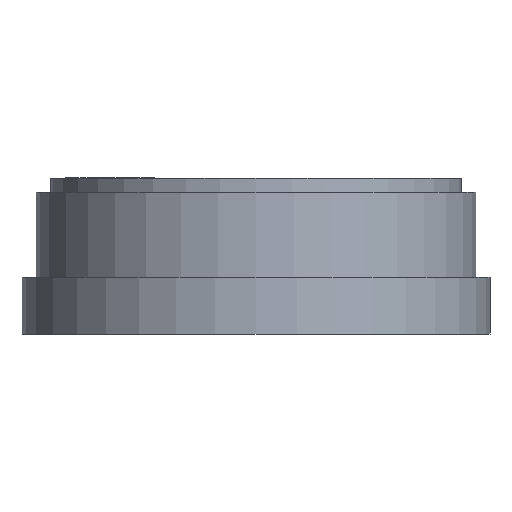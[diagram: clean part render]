
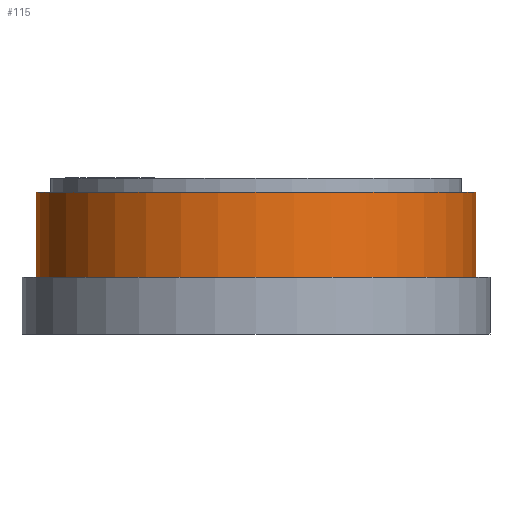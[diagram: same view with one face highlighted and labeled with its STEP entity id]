
A CAD part, left-side view. The second image highlights one B-rep face of the part: STEP entity #115.
In plain terms, the highlighted cylindrical face has radius 15.5 mm (diameter 31 mm), a partial arc.
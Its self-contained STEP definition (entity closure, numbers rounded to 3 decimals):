
#16 = CIRCLE ( 'NONE', #227, 15.5 ) ;
#41 = VERTEX_POINT ( 'NONE', #117 ) ;
#63 = VECTOR ( 'NONE', #1051, 1000. ) ;
#115 = ADVANCED_FACE ( 'NONE', ( #353 ), #135, .T. ) ;
#117 = CARTESIAN_POINT ( 'NONE',  ( 0., 15.5, 4. ) ) ;
#134 = ORIENTED_EDGE ( 'NONE', *, *, #719, .T. ) ;
#135 = CYLINDRICAL_SURFACE ( 'NONE', #770, 15.5 ) ;
#150 = LINE ( 'NONE', #962, #63 ) ;
#187 = DIRECTION ( 'NONE',  ( 0., 1., 0. ) ) ;
#211 = EDGE_LOOP ( 'NONE', ( #366, #134, #766, #292 ) ) ;
#227 = AXIS2_PLACEMENT_3D ( 'NONE', #780, #953, #777 ) ;
#256 = EDGE_CURVE ( 'NONE', #359, #41, #16, .T. ) ;
#292 = ORIENTED_EDGE ( 'NONE', *, *, #256, .F. ) ;
#353 = FACE_OUTER_BOUND ( 'NONE', #211, .T. ) ;
#355 = EDGE_CURVE ( 'NONE', #897, #359, #481, .T. ) ;
#359 = VERTEX_POINT ( 'NONE', #429 ) ;
#366 = ORIENTED_EDGE ( 'NONE', *, *, #355, .F. ) ;
#429 = CARTESIAN_POINT ( 'NONE',  ( 0., -15.5, 4. ) ) ;
#430 = CARTESIAN_POINT ( 'NONE',  ( 0., 15.5, 10. ) ) ;
#438 = VECTOR ( 'NONE', #942, 1000. ) ;
#481 = LINE ( 'NONE', #691, #438 ) ;
#619 = CARTESIAN_POINT ( 'NONE',  ( 0., 0., 0. ) ) ;
#624 = EDGE_CURVE ( 'NONE', #669, #41, #150, .T. ) ;
#627 = AXIS2_PLACEMENT_3D ( 'NONE', #1102, #1013, #693 ) ;
#669 = VERTEX_POINT ( 'NONE', #430 ) ;
#691 = CARTESIAN_POINT ( 'NONE',  ( 0., -15.5, 0. ) ) ;
#693 = DIRECTION ( 'NONE',  ( 0., 1., 0. ) ) ;
#700 = CIRCLE ( 'NONE', #627, 15.5 ) ;
#708 = DIRECTION ( 'NONE',  ( 0., 0., -1. ) ) ;
#719 = EDGE_CURVE ( 'NONE', #897, #669, #700, .T. ) ;
#766 = ORIENTED_EDGE ( 'NONE', *, *, #624, .T. ) ;
#770 = AXIS2_PLACEMENT_3D ( 'NONE', #619, #708, #187 ) ;
#777 = DIRECTION ( 'NONE',  ( 0., 1., 0. ) ) ;
#780 = CARTESIAN_POINT ( 'NONE',  ( 0., 0., 4. ) ) ;
#886 = CARTESIAN_POINT ( 'NONE',  ( 0., -15.5, 10. ) ) ;
#897 = VERTEX_POINT ( 'NONE', #886 ) ;
#942 = DIRECTION ( 'NONE',  ( 0., 0., -1. ) ) ;
#953 = DIRECTION ( 'NONE',  ( 0., 0., -1. ) ) ;
#962 = CARTESIAN_POINT ( 'NONE',  ( 0., 15.5, 0. ) ) ;
#1013 = DIRECTION ( 'NONE',  ( 0., 0., -1. ) ) ;
#1051 = DIRECTION ( 'NONE',  ( 0., 0., -1. ) ) ;
#1102 = CARTESIAN_POINT ( 'NONE',  ( 0., 0., 10. ) ) ;
